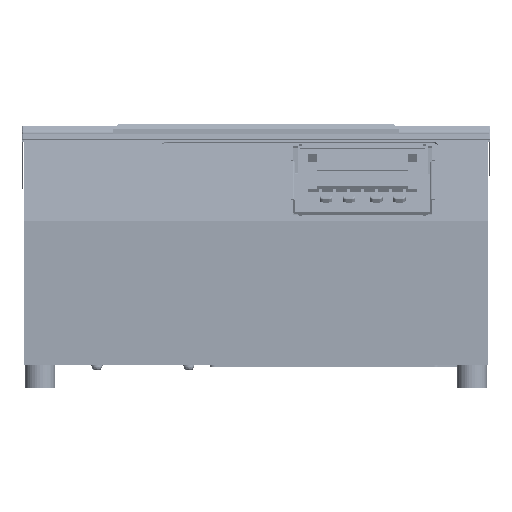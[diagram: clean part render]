
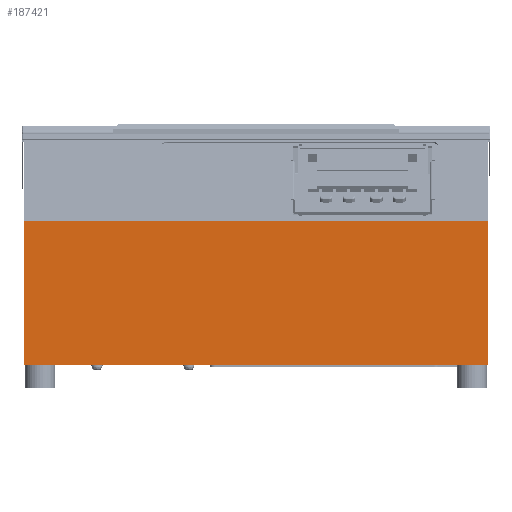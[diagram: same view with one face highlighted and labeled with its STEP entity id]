
A CAD part, front view. The second image highlights one B-rep face of the part: STEP entity #187421.
In plain terms, the highlighted planar face has unit normal (0, -1, 0).
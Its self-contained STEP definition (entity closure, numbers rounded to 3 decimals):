
#99 = PLANE ( 'NONE',  #172133 ) ;
#220 = VERTEX_POINT ( 'NONE', #17167 ) ;
#4324 = CARTESIAN_POINT ( 'NONE',  ( -4.109, -14.039, 13.477 ) ) ;
#4970 = VERTEX_POINT ( 'NONE', #10950 ) ;
#6050 = ORIENTED_EDGE ( 'NONE', *, *, #190723, .T. ) ;
#10950 = CARTESIAN_POINT ( 'NONE',  ( -4.109, -14.039, 11.618 ) ) ;
#12828 = FACE_OUTER_BOUND ( 'NONE', #14683, .T. ) ;
#14683 = EDGE_LOOP ( 'NONE', ( #186674, #6050, #150754, #125134 ) ) ;
#15131 = CARTESIAN_POINT ( 'NONE',  ( 5.991, -14.039, 10.257 ) ) ;
#17167 = CARTESIAN_POINT ( 'NONE',  ( 5.991, -14.039, 11.618 ) ) ;
#19352 = DIRECTION ( 'NONE',  ( 0., 0., -1. ) ) ;
#25528 = LINE ( 'NONE', #4324, #100517 ) ;
#30135 = DIRECTION ( 'NONE',  ( 0., -1., 0. ) ) ;
#31320 = CARTESIAN_POINT ( 'NONE',  ( 5.991, -14.039, 8.489 ) ) ;
#46356 = DIRECTION ( 'NONE',  ( -1., 0., 0. ) ) ;
#47339 = EDGE_CURVE ( 'NONE', #4970, #99958, #25528, .T. ) ;
#60125 = CARTESIAN_POINT ( 'NONE',  ( -4.109, -14.039, 8.489 ) ) ;
#60553 = LINE ( 'NONE', #143030, #100405 ) ;
#71609 = VECTOR ( 'NONE', #164100, 39.37 ) ;
#74530 = CARTESIAN_POINT ( 'NONE',  ( 5.991, -14.039, 10.257 ) ) ;
#96130 = CARTESIAN_POINT ( 'NONE',  ( 5.991, -14.039, 8.489 ) ) ;
#99958 = VERTEX_POINT ( 'NONE', #60125 ) ;
#100405 = VECTOR ( 'NONE', #158063, 39.37 ) ;
#100517 = VECTOR ( 'NONE', #19352, 39.37 ) ;
#125134 = ORIENTED_EDGE ( 'NONE', *, *, #126385, .F. ) ;
#126385 = EDGE_CURVE ( 'NONE', #164494, #99958, #171740, .T. ) ;
#134878 = DIRECTION ( 'NONE',  ( 0., 0., -1. ) ) ;
#143030 = CARTESIAN_POINT ( 'NONE',  ( 5.991, -14.039, 11.618 ) ) ;
#146455 = LINE ( 'NONE', #74530, #71609 ) ;
#150754 = ORIENTED_EDGE ( 'NONE', *, *, #47339, .T. ) ;
#152494 = EDGE_CURVE ( 'NONE', #164494, #220, #146455, .T. ) ;
#158063 = DIRECTION ( 'NONE',  ( -1., 0., 0. ) ) ;
#164100 = DIRECTION ( 'NONE',  ( 0., 0., 1. ) ) ;
#164494 = VERTEX_POINT ( 'NONE', #96130 ) ;
#167038 = VECTOR ( 'NONE', #46356, 39.37 ) ;
#171740 = LINE ( 'NONE', #31320, #167038 ) ;
#172133 = AXIS2_PLACEMENT_3D ( 'NONE', #15131, #30135, #134878 ) ;
#186674 = ORIENTED_EDGE ( 'NONE', *, *, #152494, .T. ) ;
#187421 = ADVANCED_FACE ( 'NONE', ( #12828 ), #99, .T. ) ;
#190723 = EDGE_CURVE ( 'NONE', #220, #4970, #60553, .T. ) ;
